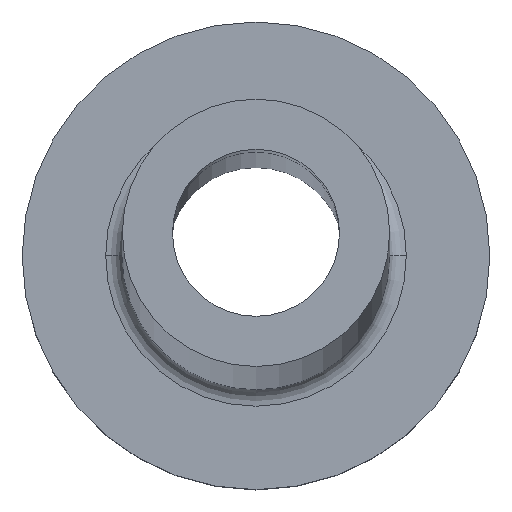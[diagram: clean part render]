
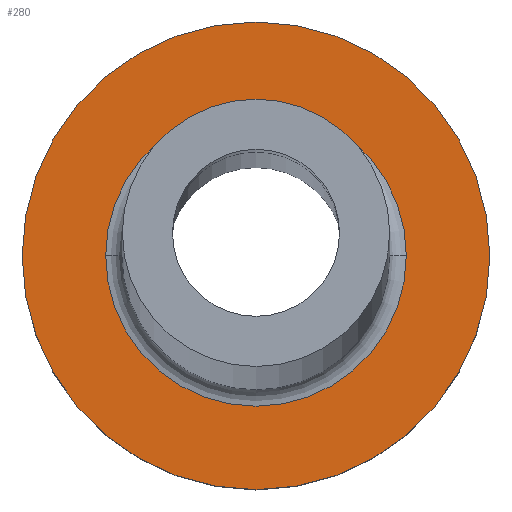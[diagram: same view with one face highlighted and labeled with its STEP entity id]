
A CAD part, top view. The second image highlights one B-rep face of the part: STEP entity #280.
In plain terms, the highlighted planar face has unit normal (0, 0, 1).
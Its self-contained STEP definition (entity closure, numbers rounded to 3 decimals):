
#15 = EDGE_LOOP ( 'NONE', ( #287, #112 ) ) ;
#66 = CARTESIAN_POINT ( 'NONE',  ( 4.5, 0., 5. ) ) ;
#68 = EDGE_CURVE ( 'NONE', #242, #316, #129, .T. ) ;
#75 = CARTESIAN_POINT ( 'NONE',  ( 7., 0., 5. ) ) ;
#89 = DIRECTION ( 'NONE',  ( 0., 0., 1. ) ) ;
#91 = CARTESIAN_POINT ( 'NONE',  ( 0., 0., 5. ) ) ;
#106 = EDGE_CURVE ( 'NONE', #316, #242, #199, .T. ) ;
#107 = DIRECTION ( 'NONE',  ( 0., 0., -1. ) ) ;
#112 = ORIENTED_EDGE ( 'NONE', *, *, #169, .T. ) ;
#129 = CIRCLE ( 'NONE', #264, 7. ) ;
#148 = DIRECTION ( 'NONE',  ( 1., 0., 0. ) ) ;
#157 = DIRECTION ( 'NONE',  ( 1., 0., 0. ) ) ;
#163 = CARTESIAN_POINT ( 'NONE',  ( 0., 0., 5. ) ) ;
#166 = FACE_BOUND ( 'NONE', #15, .T. ) ;
#169 = EDGE_CURVE ( 'NONE', #392, #234, #333, .T. ) ;
#170 = DIRECTION ( 'NONE',  ( 0., 0., 1. ) ) ;
#199 = CIRCLE ( 'NONE', #400, 7. ) ;
#200 = CARTESIAN_POINT ( 'NONE',  ( -7., 0., 5. ) ) ;
#201 = DIRECTION ( 'NONE',  ( 1., 0., 0. ) ) ;
#234 = VERTEX_POINT ( 'NONE', #66 ) ;
#235 = CIRCLE ( 'NONE', #455, 4.5 ) ;
#241 = DIRECTION ( 'NONE',  ( 0., 0., -1. ) ) ;
#242 = VERTEX_POINT ( 'NONE', #200 ) ;
#243 = AXIS2_PLACEMENT_3D ( 'NONE', #424, #170, #319 ) ;
#246 = FACE_OUTER_BOUND ( 'NONE', #367, .T. ) ;
#264 = AXIS2_PLACEMENT_3D ( 'NONE', #91, #336, #157 ) ;
#280 = ADVANCED_FACE ( 'NONE', ( #166, #246 ), #317, .T. ) ;
#282 = AXIS2_PLACEMENT_3D ( 'NONE', #311, #241, #201 ) ;
#287 = ORIENTED_EDGE ( 'NONE', *, *, #306, .T. ) ;
#289 = ORIENTED_EDGE ( 'NONE', *, *, #106, .T. ) ;
#306 = EDGE_CURVE ( 'NONE', #234, #392, #235, .T. ) ;
#311 = CARTESIAN_POINT ( 'NONE',  ( 0., 0., 5. ) ) ;
#316 = VERTEX_POINT ( 'NONE', #75 ) ;
#317 = PLANE ( 'NONE',  #243 ) ;
#319 = DIRECTION ( 'NONE',  ( 1., 0., 0. ) ) ;
#321 = CARTESIAN_POINT ( 'NONE',  ( 0., 0., 5. ) ) ;
#333 = CIRCLE ( 'NONE', #282, 4.5 ) ;
#336 = DIRECTION ( 'NONE',  ( 0., 0., 1. ) ) ;
#356 = CARTESIAN_POINT ( 'NONE',  ( -4.5, 0., 5. ) ) ;
#367 = EDGE_LOOP ( 'NONE', ( #451, #289 ) ) ;
#373 = DIRECTION ( 'NONE',  ( 1., 0., 0. ) ) ;
#392 = VERTEX_POINT ( 'NONE', #356 ) ;
#400 = AXIS2_PLACEMENT_3D ( 'NONE', #163, #89, #373 ) ;
#424 = CARTESIAN_POINT ( 'NONE',  ( 0., 0., 5. ) ) ;
#451 = ORIENTED_EDGE ( 'NONE', *, *, #68, .T. ) ;
#455 = AXIS2_PLACEMENT_3D ( 'NONE', #321, #107, #148 ) ;
